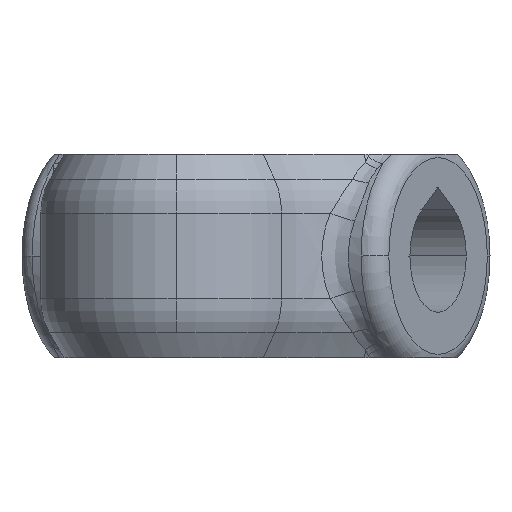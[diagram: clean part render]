
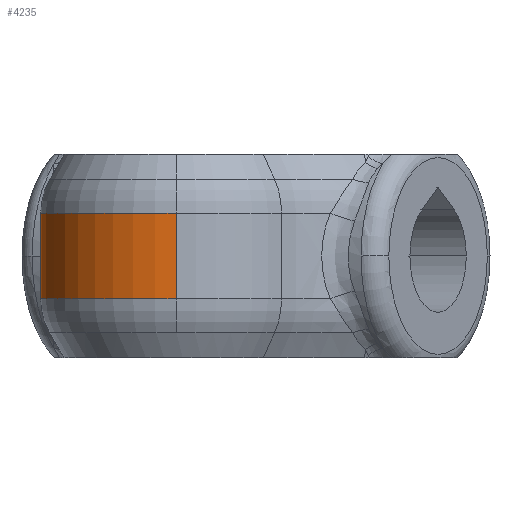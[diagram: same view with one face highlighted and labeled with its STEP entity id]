
A CAD part, left-side view. The second image highlights one B-rep face of the part: STEP entity #4235.
In plain terms, the highlighted cylindrical face has radius 10 mm (diameter 20 mm), a partial arc.
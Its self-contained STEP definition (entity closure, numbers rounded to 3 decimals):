
#564 = EDGE_CURVE ( 'NONE', #2881, #2691, #7042, .T. ) ;
#594 = EDGE_CURVE ( 'NONE', #2563, #2694, #7063, .T. ) ;
#913 = EDGE_CURVE ( 'NONE', #2563, #2881, #7073, .T. ) ;
#1100 = CARTESIAN_POINT ( 'NONE',  ( -22.463, 23.102, 15. ) ) ;
#1137 = DIRECTION ( 'NONE',  ( 0., 0., -1. ) ) ;
#1177 = CIRCLE ( 'NONE', #3379, 10. ) ;
#1291 = CARTESIAN_POINT ( 'NONE',  ( -36.03, 13.76, 15. ) ) ;
#1292 = DIRECTION ( 'NONE',  ( 0., 0., -1. ) ) ;
#1374 = CARTESIAN_POINT ( 'NONE',  ( -26.03, 13.76, 10.66 ) ) ;
#1375 = DIRECTION ( 'NONE',  ( 0., 0., -1. ) ) ;
#1376 = DIRECTION ( 'NONE',  ( 1., 0., 0. ) ) ;
#1976 = ORIENTED_EDGE ( 'NONE', *, *, #6646, .T. ) ;
#1977 = ORIENTED_EDGE ( 'NONE', *, *, #564, .T. ) ;
#1978 = ORIENTED_EDGE ( 'NONE', *, *, #913, .T. ) ;
#1979 = ORIENTED_EDGE ( 'NONE', *, *, #594, .F. ) ;
#2124 = FACE_OUTER_BOUND ( 'NONE', #6315, .T. ) ;
#2132 = CYLINDRICAL_SURFACE ( 'NONE', #3302, 10. ) ;
#2563 = VERTEX_POINT ( 'NONE', #5081 ) ;
#2691 = VERTEX_POINT ( 'NONE', #5206 ) ;
#2694 = VERTEX_POINT ( 'NONE', #5209 ) ;
#2881 = VERTEX_POINT ( 'NONE', #5256 ) ;
#3302 = AXIS2_PLACEMENT_3D ( 'NONE', #5512, #5511, #5509 ) ;
#3379 = AXIS2_PLACEMENT_3D ( 'NONE', #4058, #4059, #4060 ) ;
#4058 = CARTESIAN_POINT ( 'NONE',  ( -26.03, 13.76, 4.34 ) ) ;
#4059 = DIRECTION ( 'NONE',  ( 0., 0., 1. ) ) ;
#4060 = DIRECTION ( 'NONE',  ( -1., 0., 0. ) ) ;
#4235 = ADVANCED_FACE ( 'NONE', ( #2124 ), #2132, .T. ) ;
#5081 = CARTESIAN_POINT ( 'NONE',  ( -36.03, 13.76, 10.66 ) ) ;
#5206 = CARTESIAN_POINT ( 'NONE',  ( -22.463, 23.102, 4.34 ) ) ;
#5209 = CARTESIAN_POINT ( 'NONE',  ( -36.03, 13.76, 4.34 ) ) ;
#5256 = CARTESIAN_POINT ( 'NONE',  ( -22.463, 23.102, 10.66 ) ) ;
#5509 = DIRECTION ( 'NONE',  ( -1., 0., 0. ) ) ;
#5511 = DIRECTION ( 'NONE',  ( 0., 0., -1. ) ) ;
#5512 = CARTESIAN_POINT ( 'NONE',  ( -26.03, 13.76, 15. ) ) ;
#6315 = EDGE_LOOP ( 'NONE', ( #1979, #1978, #1977, #1976 ) ) ;
#6646 = EDGE_CURVE ( 'NONE', #2691, #2694, #1177, .T. ) ;
#6823 = AXIS2_PLACEMENT_3D ( 'NONE', #1374, #1375, #1376 ) ;
#7042 = LINE ( 'NONE', #1100, #7043 ) ;
#7043 = VECTOR ( 'NONE', #1137, 1000. ) ;
#7063 = LINE ( 'NONE', #1291, #7066 ) ;
#7066 = VECTOR ( 'NONE', #1292, 1000. ) ;
#7073 = CIRCLE ( 'NONE', #6823, 10. ) ;
